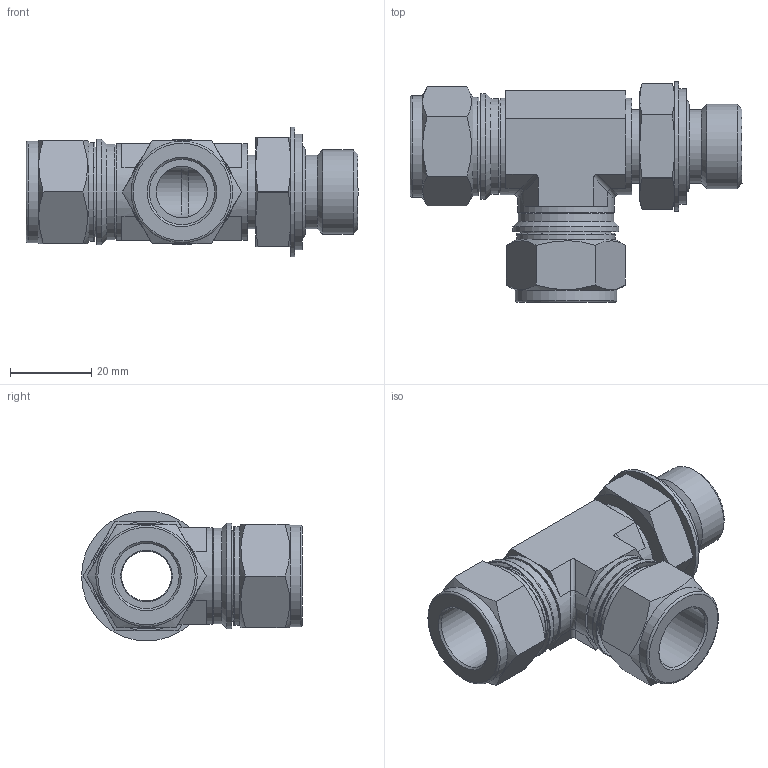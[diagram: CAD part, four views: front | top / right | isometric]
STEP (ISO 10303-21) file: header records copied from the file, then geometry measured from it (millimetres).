
FILE_DESCRIPTION(/* description */ (''),/* implementation_level */ '2;1');
FILE_NAME(/* name */ 'SPMRTI-10-8G.stp',/* time_stamp */ '2022-06-03T16:43:53+09:00',/* author */ ('user'),/* organization */ (''),/* preprocessor_version */ 'ST-DEVELOPER v18.1',/* originating_system */ 'Autodesk Inventor 2022',/* authorisation */ '');
FILE_SCHEMA (('AUTOMOTIVE_DESIGN { 1 0 10303 214 3 1 1 }'));
Length unit declared in the file: millimetre
Products named in the file (1): SPMRT-10-8G
Bounding box: 81.83 x 54.43 x 32 mm (x, y, z)
Volume: 35175.7 mm3; surface area: 17898 mm2
Topology: 1 solids, 1 shells, 129 faces, 292 edges, 179 vertices
Faces by surface type: plane 62, cylinder 38, cone 21, torus 5, bspline 2, sphere 1
Full cylindrical faces by diameter (mm): 12.3 x1, 12.7 x2, 16.1 x2, 18.2 x2, 20.4 x2, 20.76 x1, 20.8 x2, 22.22 x2, 23 x1, 23.5 x2, 23.8 x3, 24.3 x2, 25 x2, 26.1 x2, 28.5 x1, 32 x1
Entity records: 3687 total; most frequent: CARTESIAN_POINT 761, DIRECTION 636, ORIENTED_EDGE 584, EDGE_CURVE 292, AXIS2_PLACEMENT_3D 254, VERTEX_POINT 179, EDGE_LOOP 147, FACE_OUTER_BOUND 129
